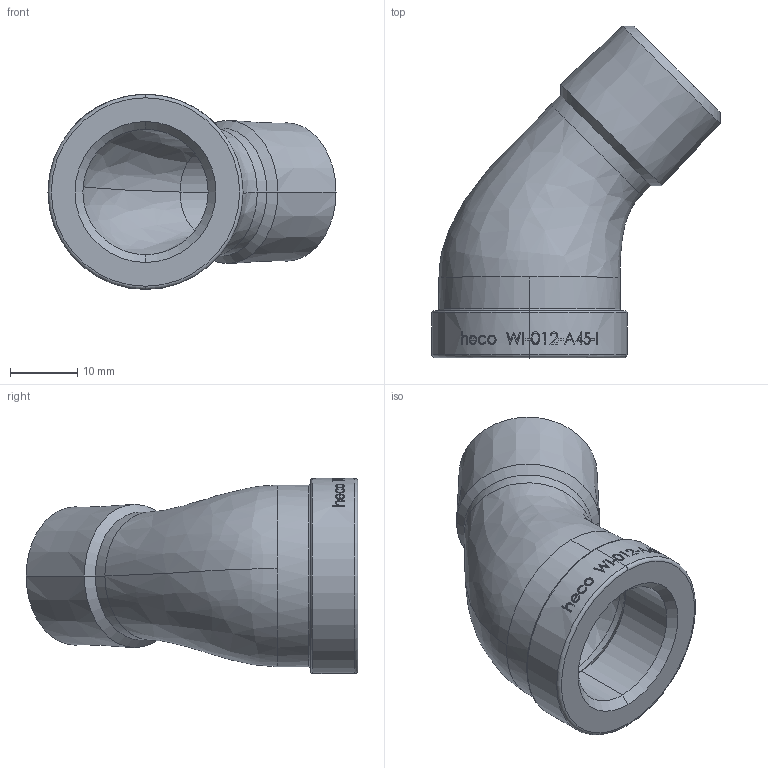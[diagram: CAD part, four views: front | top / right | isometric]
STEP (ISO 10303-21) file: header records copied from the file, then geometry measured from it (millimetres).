
FILE_DESCRIPTION (( 'STEP AP214' ), '1' );
FILE_NAME ('heco_WI-012-A45-I.STEP', '2017-05-19T12:24:14', ( '' ), ( '' ), 'SwSTEP 2.0', 'SolidWorks 2016', '' );
FILE_SCHEMA (( 'AUTOMOTIVE_DESIGN' ));
Length unit declared in the file: millimetre
Products named in the file (1): heco_WI-012-A45-I
Bounding box: 42.83 x 49.33 x 29 mm (x, y, z)
Volume: 11198.6 mm3; surface area: 6983.1 mm2
Topology: 1 solids, 1 shells, 204 faces, 519 edges, 338 vertices
Faces by surface type: bspline 86, plane 67, cylinder 33, cone 10, torus 8
Entity records: 14503 total; most frequent: CARTESIAN_POINT 8426, ORIENTED_EDGE 1038, DIRECTION 616, EDGE_CURVE 519, VERTEX_POINT 338, B_SPLINE_CURVE_WITH_KNOTS 273, AXIS2_PLACEMENT_3D 251, EDGE_LOOP 227
